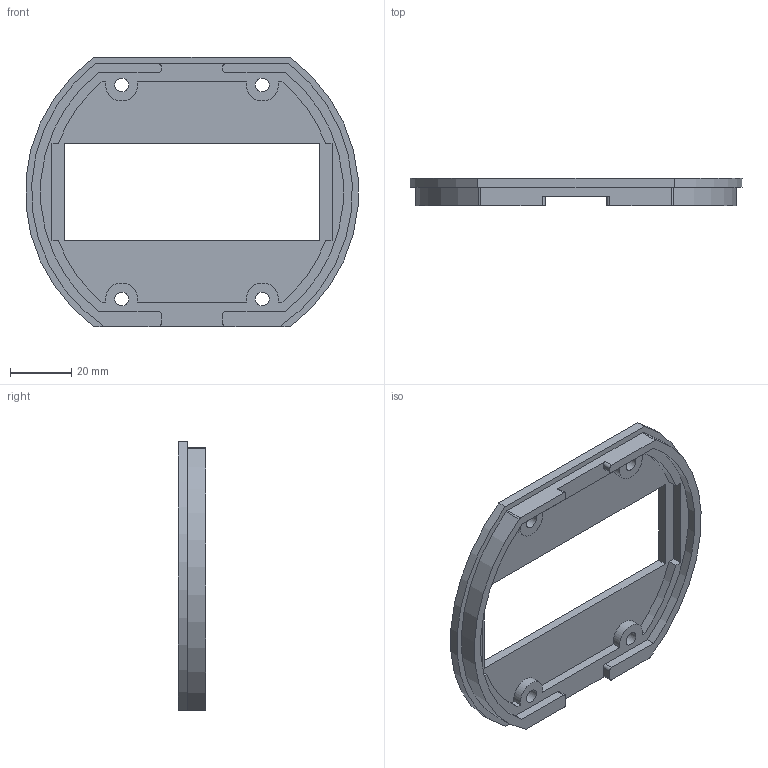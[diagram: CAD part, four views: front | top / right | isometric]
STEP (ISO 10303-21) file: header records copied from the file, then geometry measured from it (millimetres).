
FILE_DESCRIPTION(/* description */ (''),/* implementation_level */ '2;1');
FILE_NAME(/* name */ 'c4fa3c31-bd70-41c9-8174-5756ae803e7e.stp',/* time_stamp */ '2017-09-04T07:57:13+00:00',/* author */ (''),/* organization */ (''),/* preprocessor_version */ 'ST-DEVELOPER v16.13',/* originating_system */ 'Autodesk Translation Framework v6.1.1.50',/* authorisation */ '');
FILE_SCHEMA (('AUTOMOTIVE_DESIGN { 1 0 10303 214 3 1 1 }'));
Length unit declared in the file: millimetre
Products named in the file (1): top_cover v6
Bounding box: 108.6 x 9 x 88 mm (x, y, z)
Volume: 25730.3 mm3; surface area: 16948.3 mm2
Topology: 1 solids, 1 shells, 67 faces, 192 edges, 128 vertices
Faces by surface type: plane 33, cylinder 30, cone 4
Full cylindrical faces by diameter (mm): 4.496 x4
Entity records: 2183 total; most frequent: DIRECTION 380, CARTESIAN_POINT 372, ORIENTED_EDGE 360, EDGE_CURVE 180, AXIS2_PLACEMENT_3D 132, VERTEX_POINT 124, LINE 116, VECTOR 116
